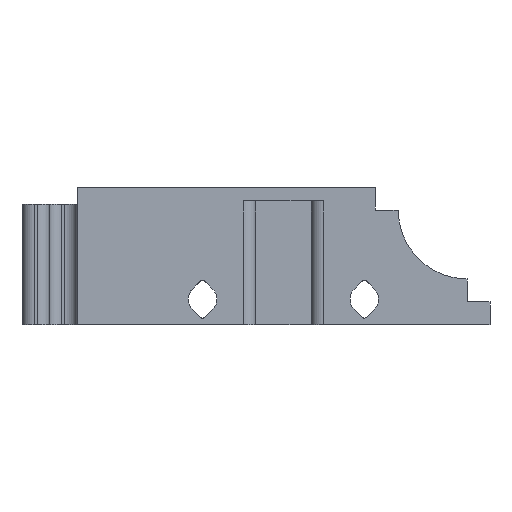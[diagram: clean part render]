
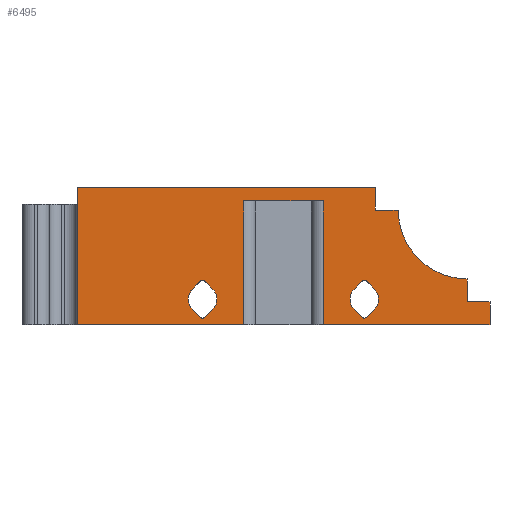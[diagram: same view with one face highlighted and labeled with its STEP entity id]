
A CAD part, front view. The second image highlights one B-rep face of the part: STEP entity #6495.
In plain terms, the highlighted planar face has unit normal (0, -1, 0).
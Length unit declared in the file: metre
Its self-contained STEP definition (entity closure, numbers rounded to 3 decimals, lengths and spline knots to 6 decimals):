
#81=CIRCLE('',#6879,0.0004);
#82=CIRCLE('',#6880,0.002075);
#83=CIRCLE('',#6881,0.0004);
#84=CIRCLE('',#6882,0.002075);
#85=CIRCLE('',#6883,0.002075);
#86=CIRCLE('',#6884,0.0004);
#87=CIRCLE('',#6885,0.002075);
#88=CIRCLE('',#6886,0.0004);
#89=CIRCLE('',#6887,0.01);
#613=ORIENTED_EDGE('',*,*,#2555,.F.);
#614=ORIENTED_EDGE('',*,*,#2556,.T.);
#615=ORIENTED_EDGE('',*,*,#2557,.T.);
#616=ORIENTED_EDGE('',*,*,#2558,.T.);
#617=ORIENTED_EDGE('',*,*,#2559,.T.);
#618=ORIENTED_EDGE('',*,*,#2560,.T.);
#619=ORIENTED_EDGE('',*,*,#2561,.F.);
#620=ORIENTED_EDGE('',*,*,#2562,.T.);
#621=ORIENTED_EDGE('',*,*,#2563,.F.);
#622=ORIENTED_EDGE('',*,*,#2564,.T.);
#623=ORIENTED_EDGE('',*,*,#2565,.F.);
#624=ORIENTED_EDGE('',*,*,#2566,.F.);
#625=ORIENTED_EDGE('',*,*,#2567,.F.);
#626=ORIENTED_EDGE('',*,*,#2568,.F.);
#627=ORIENTED_EDGE('',*,*,#2569,.F.);
#628=ORIENTED_EDGE('',*,*,#2570,.T.);
#629=ORIENTED_EDGE('',*,*,#2571,.F.);
#630=ORIENTED_EDGE('',*,*,#2499,.F.);
#631=ORIENTED_EDGE('',*,*,#2572,.T.);
#632=ORIENTED_EDGE('',*,*,#2573,.T.);
#633=ORIENTED_EDGE('',*,*,#2574,.F.);
#634=ORIENTED_EDGE('',*,*,#2575,.T.);
#635=ORIENTED_EDGE('',*,*,#2576,.T.);
#636=ORIENTED_EDGE('',*,*,#2577,.T.);
#637=ORIENTED_EDGE('',*,*,#2578,.T.);
#638=ORIENTED_EDGE('',*,*,#2579,.F.);
#639=ORIENTED_EDGE('',*,*,#2580,.F.);
#640=ORIENTED_EDGE('',*,*,#2581,.F.);
#641=ORIENTED_EDGE('',*,*,#2582,.F.);
#2499=EDGE_CURVE('',#3481,#3479,#4128,.F.);
#2555=EDGE_CURVE('',#3536,#3537,#4162,.T.);
#2556=EDGE_CURVE('',#3536,#3538,#81,.T.);
#2557=EDGE_CURVE('',#3538,#3539,#4163,.T.);
#2558=EDGE_CURVE('',#3539,#3540,#82,.T.);
#2559=EDGE_CURVE('',#3540,#3541,#4164,.T.);
#2560=EDGE_CURVE('',#3541,#3542,#83,.T.);
#2561=EDGE_CURVE('',#3543,#3542,#4165,.T.);
#2562=EDGE_CURVE('',#3543,#3537,#84,.T.);
#2563=EDGE_CURVE('',#3544,#3545,#85,.F.);
#2564=EDGE_CURVE('',#3544,#3546,#4166,.T.);
#2565=EDGE_CURVE('',#3547,#3546,#86,.F.);
#2566=EDGE_CURVE('',#3548,#3547,#4167,.T.);
#2567=EDGE_CURVE('',#3549,#3548,#87,.F.);
#2568=EDGE_CURVE('',#3550,#3549,#4168,.T.);
#2569=EDGE_CURVE('',#3551,#3550,#88,.F.);
#2570=EDGE_CURVE('',#3551,#3545,#4169,.T.);
#2571=EDGE_CURVE('',#3479,#3552,#4170,.T.);
#2572=EDGE_CURVE('',#3481,#3553,#4171,.F.);
#2573=EDGE_CURVE('',#3553,#3554,#4172,.F.);
#2574=EDGE_CURVE('',#3555,#3554,#4173,.T.);
#2575=EDGE_CURVE('',#3555,#3556,#4174,.F.);
#2576=EDGE_CURVE('',#3556,#3557,#4175,.F.);
#2577=EDGE_CURVE('',#3557,#3558,#4176,.F.);
#2578=EDGE_CURVE('',#3558,#3559,#4177,.T.);
#2579=EDGE_CURVE('',#3560,#3559,#4178,.T.);
#2580=EDGE_CURVE('',#3561,#3560,#4179,.T.);
#2581=EDGE_CURVE('',#3562,#3561,#89,.F.);
#2582=EDGE_CURVE('',#3552,#3562,#4180,.T.);
#3479=VERTEX_POINT('',#9450);
#3481=VERTEX_POINT('',#9454);
#3536=VERTEX_POINT('',#9590);
#3537=VERTEX_POINT('',#9591);
#3538=VERTEX_POINT('',#9593);
#3539=VERTEX_POINT('',#9595);
#3540=VERTEX_POINT('',#9597);
#3541=VERTEX_POINT('',#9599);
#3542=VERTEX_POINT('',#9601);
#3543=VERTEX_POINT('',#9603);
#3544=VERTEX_POINT('',#9606);
#3545=VERTEX_POINT('',#9607);
#3546=VERTEX_POINT('',#9609);
#3547=VERTEX_POINT('',#9611);
#3548=VERTEX_POINT('',#9613);
#3549=VERTEX_POINT('',#9615);
#3550=VERTEX_POINT('',#9617);
#3551=VERTEX_POINT('',#9619);
#3552=VERTEX_POINT('',#9622);
#3553=VERTEX_POINT('',#9624);
#3554=VERTEX_POINT('',#9626);
#3555=VERTEX_POINT('',#9628);
#3556=VERTEX_POINT('',#9630);
#3557=VERTEX_POINT('',#9632);
#3558=VERTEX_POINT('',#9634);
#3559=VERTEX_POINT('',#9636);
#3560=VERTEX_POINT('',#9638);
#3561=VERTEX_POINT('',#9640);
#3562=VERTEX_POINT('',#9642);
#4128=LINE('',#9455,#4839);
#4162=LINE('',#9589,#4873);
#4163=LINE('',#9594,#4874);
#4164=LINE('',#9598,#4875);
#4165=LINE('',#9602,#4876);
#4166=LINE('',#9608,#4877);
#4167=LINE('',#9612,#4878);
#4168=LINE('',#9616,#4879);
#4169=LINE('',#9620,#4880);
#4170=LINE('',#9621,#4881);
#4171=LINE('',#9623,#4882);
#4172=LINE('',#9625,#4883);
#4173=LINE('',#9627,#4884);
#4174=LINE('',#9629,#4885);
#4175=LINE('',#9631,#4886);
#4176=LINE('',#9633,#4887);
#4177=LINE('',#9635,#4888);
#4178=LINE('',#9637,#4889);
#4179=LINE('',#9639,#4890);
#4180=LINE('',#9643,#4891);
#4839=VECTOR('',#7471,1.);
#4873=VECTOR('',#7531,1.);
#4874=VECTOR('',#7534,1.);
#4875=VECTOR('',#7537,1.);
#4876=VECTOR('',#7540,1.);
#4877=VECTOR('',#7545,1.);
#4878=VECTOR('',#7548,1.);
#4879=VECTOR('',#7551,1.);
#4880=VECTOR('',#7554,1.);
#4881=VECTOR('',#7555,1.);
#4882=VECTOR('',#7556,1.);
#4883=VECTOR('',#7557,1.);
#4884=VECTOR('',#7558,1.);
#4885=VECTOR('',#7559,1.);
#4886=VECTOR('',#7560,1.);
#4887=VECTOR('',#7561,1.);
#4888=VECTOR('',#7562,1.);
#4889=VECTOR('',#7563,1.);
#4890=VECTOR('',#7564,1.);
#4891=VECTOR('',#7567,1.);
#5539=EDGE_LOOP('',(#613,#614,#615,#616,#617,#618,#619,#620));
#5540=EDGE_LOOP('',(#621,#622,#623,#624,#625,#626,#627,#628));
#5541=EDGE_LOOP('',(#629,#630,#631,#632,#633,#634,#635,#636,#637,#638,#639,
#640,#641));
#5908=FACE_BOUND('',#5539,.T.);
#5909=FACE_BOUND('',#5540,.T.);
#5910=FACE_BOUND('',#5541,.T.);
#6260=PLANE('',#6878);
#6495=ADVANCED_FACE('',(#5908,#5909,#5910),#6260,.F.);
#6878=AXIS2_PLACEMENT_3D('',#9588,#7529,#7530);
#6879=AXIS2_PLACEMENT_3D('',#9592,#7532,#7533);
#6880=AXIS2_PLACEMENT_3D('',#9596,#7535,#7536);
#6881=AXIS2_PLACEMENT_3D('',#9600,#7538,#7539);
#6882=AXIS2_PLACEMENT_3D('',#9604,#7541,#7542);
#6883=AXIS2_PLACEMENT_3D('',#9605,#7543,#7544);
#6884=AXIS2_PLACEMENT_3D('',#9610,#7546,#7547);
#6885=AXIS2_PLACEMENT_3D('',#9614,#7549,#7550);
#6886=AXIS2_PLACEMENT_3D('',#9618,#7552,#7553);
#6887=AXIS2_PLACEMENT_3D('',#9641,#7565,#7566);
#7471=DIRECTION('',(-1.,0.,0.));
#7529=DIRECTION('',(0.,1.,0.));
#7530=DIRECTION('',(-1.,0.,0.));
#7531=DIRECTION('',(0.707,0.,0.707));
#7532=DIRECTION('',(0.,1.,0.));
#7533=DIRECTION('',(-1.,0.,0.));
#7534=DIRECTION('',(-0.707,0.,0.707));
#7535=DIRECTION('',(0.,1.,0.));
#7536=DIRECTION('',(-1.,0.,0.));
#7537=DIRECTION('',(0.707,0.,0.707));
#7538=DIRECTION('',(0.,1.,0.));
#7539=DIRECTION('',(-1.,0.,0.));
#7540=DIRECTION('',(-0.707,0.,0.707));
#7541=DIRECTION('',(0.,1.,0.));
#7542=DIRECTION('',(-1.,0.,0.));
#7543=DIRECTION('',(0.,1.,0.));
#7544=DIRECTION('',(-1.,0.,0.));
#7545=DIRECTION('',(0.707,0.,0.707));
#7546=DIRECTION('',(0.,1.,0.));
#7547=DIRECTION('',(-1.,0.,0.));
#7548=DIRECTION('',(-0.707,0.,0.707));
#7549=DIRECTION('',(0.,1.,0.));
#7550=DIRECTION('',(-1.,0.,0.));
#7551=DIRECTION('',(0.707,0.,0.707));
#7552=DIRECTION('',(0.,1.,0.));
#7553=DIRECTION('',(-1.,0.,0.));
#7554=DIRECTION('',(-0.707,0.,0.707));
#7555=DIRECTION('',(0.,0.,-1.));
#7556=DIRECTION('',(0.,0.,1.));
#7557=DIRECTION('',(-1.,0.,0.));
#7558=DIRECTION('',(0.,0.,-1.));
#7559=DIRECTION('',(-1.,0.,0.));
#7560=DIRECTION('',(0.,0.,1.));
#7561=DIRECTION('',(-1.,0.,0.));
#7562=DIRECTION('',(0.,0.,1.));
#7563=DIRECTION('',(1.,0.,0.));
#7564=DIRECTION('',(0.,0.,-1.));
#7565=DIRECTION('',(0.,1.,0.));
#7566=DIRECTION('',(-1.,0.,0.));
#7567=DIRECTION('',(1.,0.,0.));
#9450=CARTESIAN_POINT('',(1.633333,0.630025,0.38));
#9454=CARTESIAN_POINT('',(1.590025,0.630025,0.38));
#9455=CARTESIAN_POINT('',(1.662111,0.630025,0.38));
#9588=CARTESIAN_POINT('',(1.662111,0.630025,0.38));
#9589=CARTESIAN_POINT('',(1.656523,0.630025,0.385588));
#9590=CARTESIAN_POINT('',(1.632016,0.630025,0.361082));
#9591=CARTESIAN_POINT('',(1.633201,0.630025,0.362266));
#9592=CARTESIAN_POINT('',(1.631733,0.630025,0.361365));
#9593=CARTESIAN_POINT('',(1.631451,0.630025,0.361082));
#9594=CARTESIAN_POINT('',(1.637322,0.630025,0.355211));
#9595=CARTESIAN_POINT('',(1.630266,0.630025,0.362266));
#9596=CARTESIAN_POINT('',(1.631733,0.630025,0.363733));
#9597=CARTESIAN_POINT('',(1.630266,0.630025,0.365201));
#9598=CARTESIAN_POINT('',(1.653588,0.630025,0.388523));
#9599=CARTESIAN_POINT('',(1.631451,0.630025,0.366385));
#9600=CARTESIAN_POINT('',(1.631733,0.630025,0.366102));
#9601=CARTESIAN_POINT('',(1.632016,0.630025,0.366385));
#9602=CARTESIAN_POINT('',(1.640256,0.630025,0.358145));
#9603=CARTESIAN_POINT('',(1.633201,0.630025,0.365201));
#9604=CARTESIAN_POINT('',(1.631733,0.630025,0.363733));
#9605=CARTESIAN_POINT('',(1.608267,0.630025,0.363733));
#9606=CARTESIAN_POINT('',(1.606799,0.630025,0.365201));
#9607=CARTESIAN_POINT('',(1.606799,0.630025,0.362266));
#9608=CARTESIAN_POINT('',(1.641855,0.630025,0.400256));
#9609=CARTESIAN_POINT('',(1.607984,0.630025,0.366385));
#9610=CARTESIAN_POINT('',(1.608267,0.630025,0.366102));
#9611=CARTESIAN_POINT('',(1.608549,0.630025,0.366385));
#9612=CARTESIAN_POINT('',(1.628523,0.630025,0.346412));
#9613=CARTESIAN_POINT('',(1.609734,0.630025,0.365201));
#9614=CARTESIAN_POINT('',(1.608267,0.630025,0.363733));
#9615=CARTESIAN_POINT('',(1.609734,0.630025,0.362266));
#9616=CARTESIAN_POINT('',(1.644789,0.630025,0.397322));
#9617=CARTESIAN_POINT('',(1.608549,0.630025,0.361082));
#9618=CARTESIAN_POINT('',(1.608267,0.630025,0.361365));
#9619=CARTESIAN_POINT('',(1.607984,0.630025,0.361082));
#9620=CARTESIAN_POINT('',(1.625588,0.630025,0.343477));
#9621=CARTESIAN_POINT('',(1.633333,0.630025,0.38));
#9622=CARTESIAN_POINT('',(1.633333,0.630025,0.376667));
#9623=CARTESIAN_POINT('',(1.590025,0.630025,0.38));
#9624=CARTESIAN_POINT('',(1.590025,0.630025,0.36));
#9625=CARTESIAN_POINT('',(1.662111,0.630025,0.36));
#9626=CARTESIAN_POINT('',(1.614222,0.630025,0.36));
#9627=CARTESIAN_POINT('',(1.614222,0.630025,0.38));
#9628=CARTESIAN_POINT('',(1.614222,0.630025,0.378));
#9629=CARTESIAN_POINT('',(1.662111,0.630025,0.378));
#9630=CARTESIAN_POINT('',(1.625778,0.630025,0.378));
#9631=CARTESIAN_POINT('',(1.625778,0.630025,0.38));
#9632=CARTESIAN_POINT('',(1.625778,0.630025,0.36));
#9633=CARTESIAN_POINT('',(1.662111,0.630025,0.36));
#9634=CARTESIAN_POINT('',(1.65,0.630025,0.36));
#9635=CARTESIAN_POINT('',(1.65,0.630025,0.38));
#9636=CARTESIAN_POINT('',(1.65,0.630025,0.363333));
#9637=CARTESIAN_POINT('',(1.662111,0.630025,0.363333));
#9638=CARTESIAN_POINT('',(1.646667,0.630025,0.363333));
#9639=CARTESIAN_POINT('',(1.646667,0.630025,0.38));
#9640=CARTESIAN_POINT('',(1.646667,0.630025,0.366667));
#9641=CARTESIAN_POINT('',(1.646667,0.630025,0.376667));
#9642=CARTESIAN_POINT('',(1.636667,0.630025,0.376667));
#9643=CARTESIAN_POINT('',(1.662111,0.630025,0.376667));
